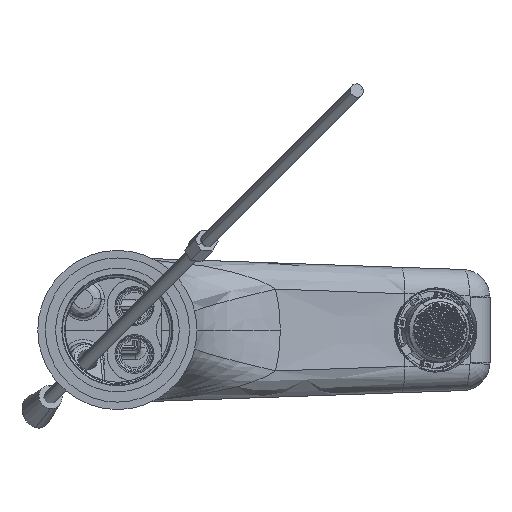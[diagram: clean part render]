
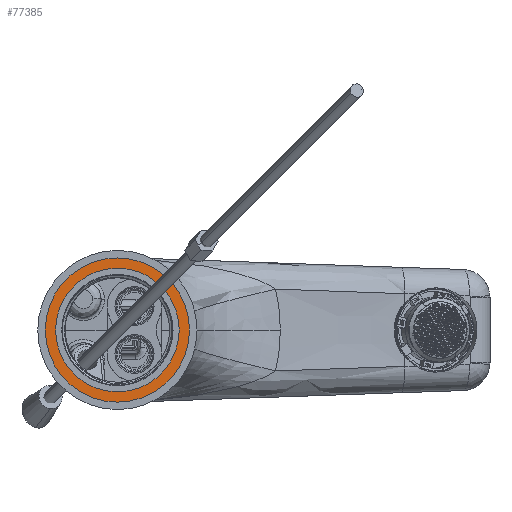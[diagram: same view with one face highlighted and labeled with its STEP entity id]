
A CAD part, front view. The second image highlights one B-rep face of the part: STEP entity #77385.
In plain terms, the highlighted planar face has unit normal (0, -1, 0).
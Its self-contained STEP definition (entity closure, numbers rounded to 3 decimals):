
#87 = DIRECTION ( 'NONE',  ( 0., 1., 0. ) ) ;
#226 = DIRECTION ( 'NONE',  ( 0., -1., 0. ) ) ;
#1892 = EDGE_LOOP ( 'NONE', ( #73246, #65862 ) ) ;
#1906 = ORIENTED_EDGE ( 'NONE', *, *, #32274, .T. ) ;
#4433 = AXIS2_PLACEMENT_3D ( 'NONE', #82420, #87, #81884 ) ;
#5888 = AXIS2_PLACEMENT_3D ( 'NONE', #65194, #7833, #79561 ) ;
#6876 = EDGE_CURVE ( 'NONE', #11644, #82973, #24749, .T. ) ;
#7106 = AXIS2_PLACEMENT_3D ( 'NONE', #49689, #81559, #23667 ) ;
#7833 = DIRECTION ( 'NONE',  ( 0., 1., 0. ) ) ;
#8637 = EDGE_CURVE ( 'NONE', #82973, #11644, #24678, .T. ) ;
#11644 = VERTEX_POINT ( 'NONE', #34583 ) ;
#12504 = DIRECTION ( 'NONE',  ( 0., 0., 1. ) ) ;
#16001 = AXIS2_PLACEMENT_3D ( 'NONE', #103817, #226, #56018 ) ;
#16195 = FACE_BOUND ( 'NONE', #77806, .T. ) ;
#16942 = VERTEX_POINT ( 'NONE', #73487 ) ;
#23606 = PLANE ( 'NONE',  #16001 ) ;
#23667 = DIRECTION ( 'NONE',  ( 0., 0., 1. ) ) ;
#24678 = CIRCLE ( 'NONE', #61977, 21.05 ) ;
#24749 = CIRCLE ( 'NONE', #4433, 21.05 ) ;
#24765 = ORIENTED_EDGE ( 'NONE', *, *, #80528, .T. ) ;
#32274 = EDGE_CURVE ( 'NONE', #36694, #16942, #68183, .T. ) ;
#34583 = CARTESIAN_POINT ( 'NONE',  ( -74.082, -20.85, 152.932 ) ) ;
#36694 = VERTEX_POINT ( 'NONE', #84591 ) ;
#47006 = CARTESIAN_POINT ( 'NONE',  ( -74.082, -20.85, 131.882 ) ) ;
#49689 = CARTESIAN_POINT ( 'NONE',  ( -74.082, -20.85, 131.882 ) ) ;
#50043 = CIRCLE ( 'NONE', #5888, 18.05 ) ;
#56018 = DIRECTION ( 'NONE',  ( 0., 0., -1. ) ) ;
#61977 = AXIS2_PLACEMENT_3D ( 'NONE', #47006, #102238, #12504 ) ;
#65194 = CARTESIAN_POINT ( 'NONE',  ( -74.082, -20.85, 131.882 ) ) ;
#65862 = ORIENTED_EDGE ( 'NONE', *, *, #8637, .F. ) ;
#68183 = CIRCLE ( 'NONE', #7106, 18.05 ) ;
#73246 = ORIENTED_EDGE ( 'NONE', *, *, #6876, .F. ) ;
#73487 = CARTESIAN_POINT ( 'NONE',  ( -74.082, -20.85, 113.832 ) ) ;
#77385 = ADVANCED_FACE ( 'NONE', ( #16195, #97433 ), #23606, .T. ) ;
#77806 = EDGE_LOOP ( 'NONE', ( #1906, #24765 ) ) ;
#79561 = DIRECTION ( 'NONE',  ( 0., 0., 1. ) ) ;
#80528 = EDGE_CURVE ( 'NONE', #16942, #36694, #50043, .T. ) ;
#81559 = DIRECTION ( 'NONE',  ( 0., 1., 0. ) ) ;
#81884 = DIRECTION ( 'NONE',  ( 0., 0., 1. ) ) ;
#82420 = CARTESIAN_POINT ( 'NONE',  ( -74.082, -20.85, 131.882 ) ) ;
#82973 = VERTEX_POINT ( 'NONE', #94063 ) ;
#84591 = CARTESIAN_POINT ( 'NONE',  ( -74.082, -20.85, 149.932 ) ) ;
#94063 = CARTESIAN_POINT ( 'NONE',  ( -74.082, -20.85, 110.832 ) ) ;
#97433 = FACE_OUTER_BOUND ( 'NONE', #1892, .T. ) ;
#102238 = DIRECTION ( 'NONE',  ( 0., 1., 0. ) ) ;
#103817 = CARTESIAN_POINT ( 'NONE',  ( -95.132, -20.85, 131.882 ) ) ;
